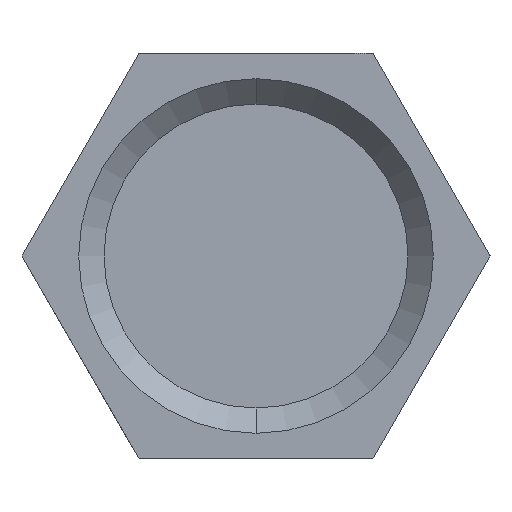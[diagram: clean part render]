
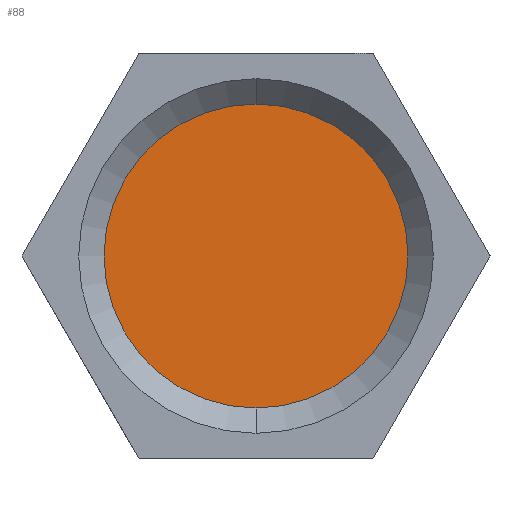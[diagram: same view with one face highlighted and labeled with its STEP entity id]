
A CAD part, left-side view. The second image highlights one B-rep face of the part: STEP entity #88.
In plain terms, the highlighted planar face has unit normal (-1, 0, 0).
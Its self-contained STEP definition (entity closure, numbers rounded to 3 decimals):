
#88=ADVANCED_FACE('',(#375),#376,.F.);
#375=FACE_OUTER_BOUND('',#906,.T.);
#376=PLANE('',#907);
#906=EDGE_LOOP('',(#4637,#4638));
#907=AXIS2_PLACEMENT_3D('',#4639,#4640,#4641);
#4637=ORIENTED_EDGE('',*,*,#6200,.T.);
#4638=ORIENTED_EDGE('',*,*,#6379,.T.);
#4639=CARTESIAN_POINT('',(-8.0,0.0,0.0));
#4640=DIRECTION('',(1.0,0.0,0.0));
#4641=DIRECTION('',(0.0,1.0,0.0));
#6200=EDGE_CURVE('',#6867,#6865,#6868,.T.);
#6379=EDGE_CURVE('',#6865,#6867,#7223,.T.);
#6865=VERTEX_POINT('',#7963);
#6867=VERTEX_POINT('',#7966);
#6868=CIRCLE('',#7967,3.0);
#7223=CIRCLE('',#9402,3.0);
#7963=CARTESIAN_POINT('',(-8.0,0.,3.0));
#7966=CARTESIAN_POINT('',(-8.0,0.0,-3.0));
#7967=AXIS2_PLACEMENT_3D('',#12428,#12429,#12430);
#9402=AXIS2_PLACEMENT_3D('',#12558,#12559,#12560);
#12428=CARTESIAN_POINT('',(-8.0,0.0,0.0));
#12429=DIRECTION('',(-1.0,-0.0,-0.0));
#12430=DIRECTION('',(0.0,0.0,-1.0));
#12558=CARTESIAN_POINT('',(-8.0,0.0,0.0));
#12559=DIRECTION('',(-1.0,-0.0,-0.0));
#12560=DIRECTION('',(0.0,0.0,-1.0));
